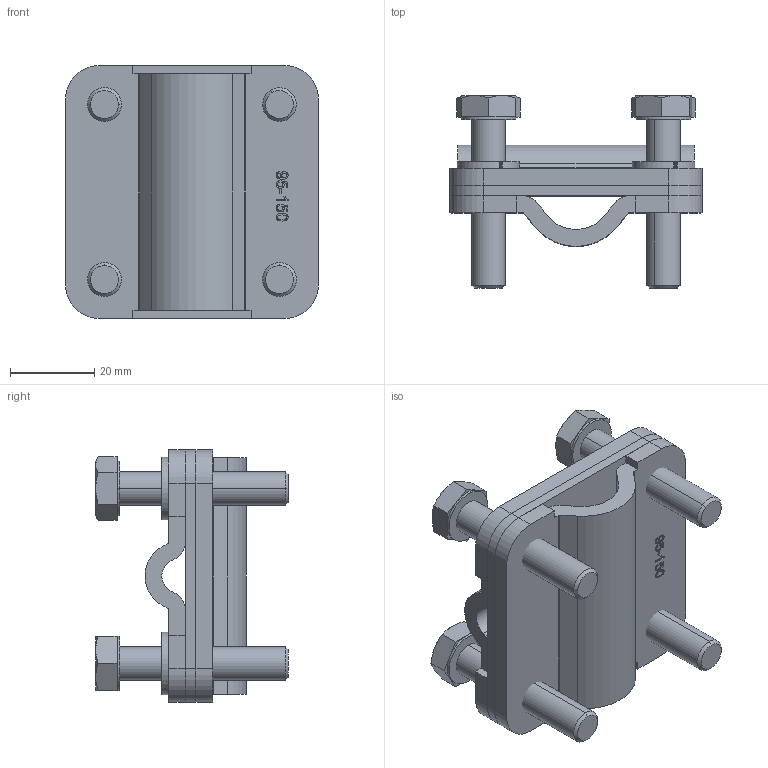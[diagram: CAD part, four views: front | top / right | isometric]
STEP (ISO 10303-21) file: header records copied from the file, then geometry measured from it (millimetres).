
FILE_DESCRIPTION (( 'STEP AP203' ), '1' );
FILE_NAME ('Êîíòàêòíàÿ ãðóïïà 50-95x95-150_ÑÁ.STEP', '2018-09-04T06:42:46', ( '' ), ( '' ), 'SwSTEP 2.0', 'SolidWorks 2017', '' );
FILE_SCHEMA (( 'CONFIG_CONTROL_DESIGN' ));
Length unit declared in the file: millimetre
Products named in the file (6): hex bolt gradec_din_DIN EN 24016 - M8 x 40 x 40-WN; curved spring lock washer_din_Spring washer DIN 128 - A8; Ìåòàëëè÷åñêàÿ ÷àñòü 50-95; Ìåòàëëè÷åñêàÿ ÷àñòü 95-150; Cðåäíèé ýëåìåíò êîíòàêòíîé ãðóïïû; Êîíòàêòíàÿ ãðóïïà 50-95x95-150_ÑÁ
Assembly tree (11 placements, depth 2):
  Êîíòàêòíàÿ ãðóïïà 50-95x95-150_ÑÁ
    Ìåòàëëè÷åñêàÿ ÷àñòü 50-95
    Cðåäíèé ýëåìåíò êîíòàêòíîé ãðóïïû
    Ìåòàëëè÷åñêàÿ ÷àñòü 95-150
    curved spring lock washer_din_Spring washer DIN 128 - A8  x4
    hex bolt gradec_din_DIN EN 24016 - M8 x 40 x 40-WN  x4
Bounding box: 60 x 45.67 x 60 mm (x, y, z)
Volume: 48696.8 mm3; surface area: 31930.3 mm2
Topology: 11 solids, 11 shells, 376 faces, 941 edges, 606 vertices
Faces by surface type: plane 180, bspline 84, cylinder 72, cone 32, torus 8
Entity records: 14047 total; most frequent: CARTESIAN_POINT 6946, ORIENTED_EDGE 1438, DIRECTION 1059, EDGE_CURVE 719, VERTEX_POINT 474, VECTOR 413, LINE 413, AXIS2_PLACEMENT_3D 323
